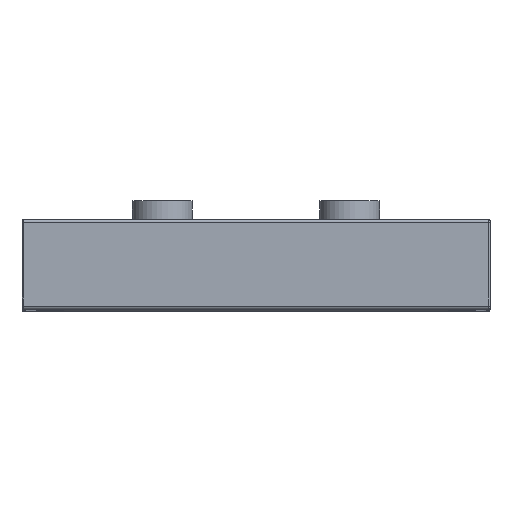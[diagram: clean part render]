
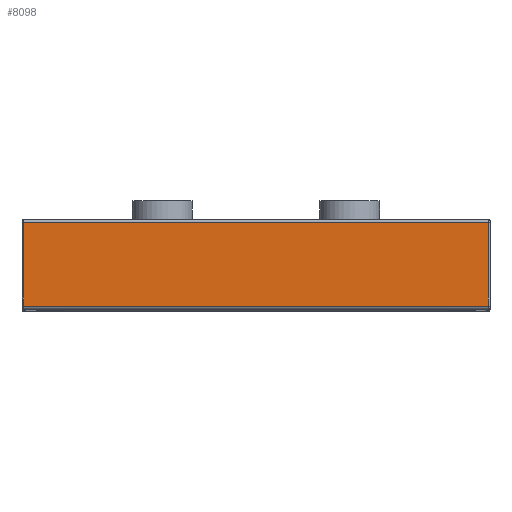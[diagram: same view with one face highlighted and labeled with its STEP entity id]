
A CAD part, top view. The second image highlights one B-rep face of the part: STEP entity #8098.
In plain terms, the highlighted planar face has unit normal (0, 0, 1).
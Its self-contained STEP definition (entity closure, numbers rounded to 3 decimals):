
#1145=FACE_OUTER_BOUND('',#1655,.T.);
#1655=EDGE_LOOP('',(#7298,#7299,#7300,#7301));
#2420=LINE('',#14300,#3182);
#2421=LINE('',#14303,#3183);
#2422=LINE('',#14307,#3184);
#2423=LINE('',#14308,#3185);
#3182=VECTOR('',#11261,10.);
#3183=VECTOR('',#11264,10.);
#3184=VECTOR('',#11269,10.);
#3185=VECTOR('',#11270,10.);
#3894=VERTEX_POINT('',#14279);
#3896=VERTEX_POINT('',#14293);
#3898=VERTEX_POINT('',#14302);
#3899=VERTEX_POINT('',#14306);
#5036=EDGE_CURVE('',#3896,#3894,#2420,.T.);
#5037=EDGE_CURVE('',#3894,#3898,#2421,.T.);
#5039=EDGE_CURVE('',#3899,#3896,#2422,.T.);
#5040=EDGE_CURVE('',#3898,#3899,#2423,.T.);
#7298=ORIENTED_EDGE('',*,*,#5036,.F.);
#7299=ORIENTED_EDGE('',*,*,#5039,.F.);
#7300=ORIENTED_EDGE('',*,*,#5040,.F.);
#7301=ORIENTED_EDGE('',*,*,#5037,.F.);
#7663=PLANE('',#8935);
#8098=ADVANCED_FACE('',(#1145),#7663,.T.);
#8935=AXIS2_PLACEMENT_3D('',#14305,#11267,#11268);
#11261=DIRECTION('',(-1.,0.,0.));
#11264=DIRECTION('',(0.,1.,0.));
#11267=DIRECTION('center_axis',(0.,0.,1.));
#11268=DIRECTION('ref_axis',(1.,0.,0.));
#11269=DIRECTION('',(0.,-1.,0.));
#11270=DIRECTION('',(1.,0.,0.));
#14279=CARTESIAN_POINT('',(-69.5,-12.5,302.));
#14293=CARTESIAN_POINT('',(69.5,-12.5,302.));
#14300=CARTESIAN_POINT('',(-35.,-12.5,302.));
#14302=CARTESIAN_POINT('',(-69.5,12.5,302.));
#14303=CARTESIAN_POINT('',(-69.5,6.75,302.));
#14305=CARTESIAN_POINT('Origin',(0.,0.,302.));
#14306=CARTESIAN_POINT('',(69.5,12.5,302.));
#14307=CARTESIAN_POINT('',(69.5,-6.75,302.));
#14308=CARTESIAN_POINT('',(35.,12.5,302.));
